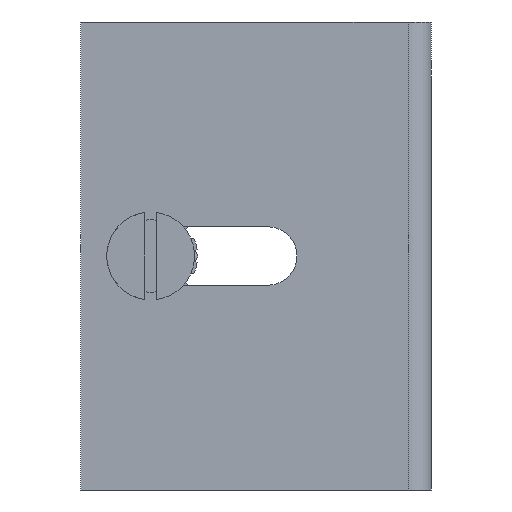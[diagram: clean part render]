
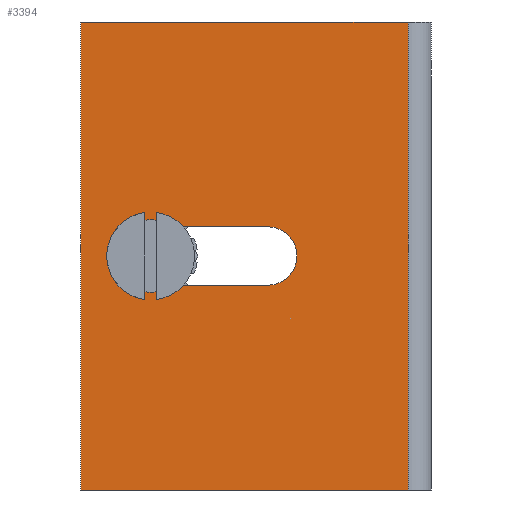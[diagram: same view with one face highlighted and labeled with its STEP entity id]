
A CAD part, front view. The second image highlights one B-rep face of the part: STEP entity #3394.
In plain terms, the highlighted planar face has unit normal (0, -1, 0).
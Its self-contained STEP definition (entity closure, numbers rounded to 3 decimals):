
#143=CIRCLE('',#3644,2.5);
#144=CIRCLE('',#3646,2.5);
#296=FACE_BOUND('',#690,.T.);
#495=FACE_OUTER_BOUND('',#689,.T.);
#689=EDGE_LOOP('',(#2571,#2572,#2573,#2574));
#690=EDGE_LOOP('',(#2575,#2576,#2577,#2578));
#923=LINE('',#5688,#1192);
#924=LINE('',#5690,#1193);
#925=LINE('',#5692,#1194);
#926=LINE('',#5693,#1195);
#927=LINE('',#5695,#1196);
#928=LINE('',#5697,#1197);
#1192=VECTOR('',#4076,10.);
#1193=VECTOR('',#4077,10.);
#1194=VECTOR('',#4078,10.);
#1195=VECTOR('',#4079,10.);
#1196=VECTOR('',#4080,10.);
#1197=VECTOR('',#4081,10.);
#1486=VERTEX_POINT('',#5680);
#1487=VERTEX_POINT('',#5681);
#1488=VERTEX_POINT('',#5686);
#1489=VERTEX_POINT('',#5687);
#1490=VERTEX_POINT('',#5689);
#1491=VERTEX_POINT('',#5691);
#1492=VERTEX_POINT('',#5694);
#1493=VERTEX_POINT('',#5696);
#1885=EDGE_CURVE('',#1486,#1487,#143,.T.);
#1888=EDGE_CURVE('',#1488,#1489,#923,.T.);
#1889=EDGE_CURVE('',#1488,#1490,#924,.T.);
#1890=EDGE_CURVE('',#1491,#1490,#925,.T.);
#1891=EDGE_CURVE('',#1489,#1491,#926,.T.);
#1892=EDGE_CURVE('',#1492,#1486,#927,.T.);
#1893=EDGE_CURVE('',#1487,#1493,#928,.T.);
#1894=EDGE_CURVE('',#1493,#1492,#144,.T.);
#2571=ORIENTED_EDGE('',*,*,#1888,.F.);
#2572=ORIENTED_EDGE('',*,*,#1889,.T.);
#2573=ORIENTED_EDGE('',*,*,#1890,.F.);
#2574=ORIENTED_EDGE('',*,*,#1891,.F.);
#2575=ORIENTED_EDGE('',*,*,#1892,.T.);
#2576=ORIENTED_EDGE('',*,*,#1885,.T.);
#2577=ORIENTED_EDGE('',*,*,#1893,.T.);
#2578=ORIENTED_EDGE('',*,*,#1894,.T.);
#3280=PLANE('',#3645);
#3394=ADVANCED_FACE('',(#495,#296),#3280,.T.);
#3644=AXIS2_PLACEMENT_3D('',#5682,#4070,#4071);
#3645=AXIS2_PLACEMENT_3D('',#5685,#4074,#4075);
#3646=AXIS2_PLACEMENT_3D('',#5698,#4082,#4083);
#4070=DIRECTION('center_axis',(0.,1.,0.));
#4071=DIRECTION('ref_axis',(0.,0.,1.));
#4074=DIRECTION('center_axis',(0.,-1.,0.));
#4075=DIRECTION('ref_axis',(0.,0.,-1.));
#4076=DIRECTION('',(0.,0.,-1.));
#4077=DIRECTION('',(-1.,0.,0.));
#4078=DIRECTION('',(0.,0.,1.));
#4079=DIRECTION('',(-1.,0.,0.));
#4080=DIRECTION('',(1.,0.,0.));
#4081=DIRECTION('',(-1.,0.,0.));
#4082=DIRECTION('center_axis',(0.,1.,0.));
#4083=DIRECTION('ref_axis',(1.,0.,0.));
#5680=CARTESIAN_POINT('',(-17.062,-18.428,22.5));
#5681=CARTESIAN_POINT('',(-17.062,-18.428,17.5));
#5682=CARTESIAN_POINT('Origin',(-17.062,-18.428,20.));
#5685=CARTESIAN_POINT('Origin',(-3.062,-18.428,0.));
#5686=CARTESIAN_POINT('',(-5.062,-18.428,40.));
#5687=CARTESIAN_POINT('',(-5.062,-18.428,0.));
#5688=CARTESIAN_POINT('',(-5.062,-18.428,0.));
#5689=CARTESIAN_POINT('',(-33.062,-18.428,40.));
#5690=CARTESIAN_POINT('',(-3.062,-18.428,40.));
#5691=CARTESIAN_POINT('',(-33.062,-18.428,0.));
#5692=CARTESIAN_POINT('',(-33.062,-18.428,0.));
#5693=CARTESIAN_POINT('',(-3.062,-18.428,0.));
#5694=CARTESIAN_POINT('',(-27.062,-18.428,22.5));
#5695=CARTESIAN_POINT('',(-15.062,-18.428,22.5));
#5696=CARTESIAN_POINT('',(-27.062,-18.428,17.5));
#5697=CARTESIAN_POINT('',(-10.062,-18.428,17.5));
#5698=CARTESIAN_POINT('Origin',(-27.062,-18.428,20.));
